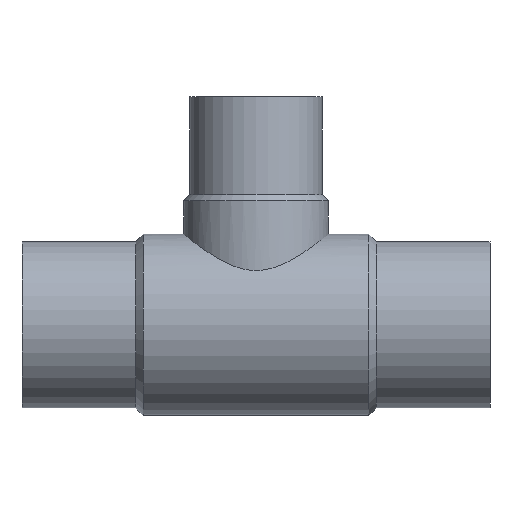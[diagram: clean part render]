
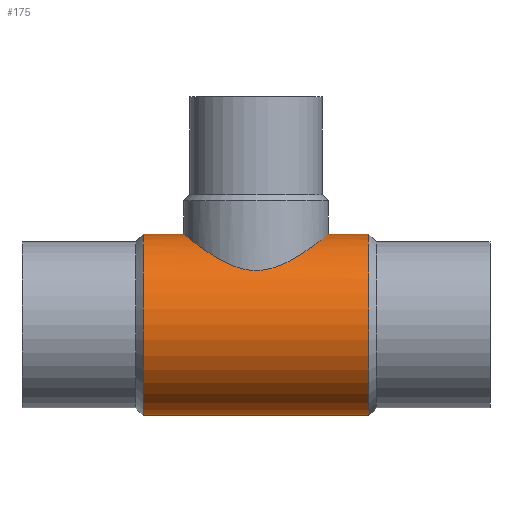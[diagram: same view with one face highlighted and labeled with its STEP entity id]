
A CAD part, top view. The second image highlights one B-rep face of the part: STEP entity #175.
In plain terms, the highlighted cylindrical face has radius 109.1 mm (diameter 218.2 mm), a partial arc.
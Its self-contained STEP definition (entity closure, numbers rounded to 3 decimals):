
#131 = VERTEX_POINT( '', #358 );
#133 = EDGE_CURVE( '', #211, #177, #360, .T. );
#165 = EDGE_CURVE( '', #213, #259, #394, .T. );
#175 = ADVANCED_FACE( '', ( #406 ), #407, .T. );
#177 = VERTEX_POINT( '', #409 );
#211 = VERTEX_POINT( '', #450 );
#213 = VERTEX_POINT( '', #452 );
#223 = EDGE_CURVE( '', #259, #131, #465, .T. );
#259 = VERTEX_POINT( '', #505 );
#263 = EDGE_CURVE( '', #177, #299, #509, .T. );
#291 = EDGE_CURVE( '', #299, #213, #540, .T. );
#297 = EDGE_CURVE( '', #211, #131, #546, .T. );
#299 = VERTEX_POINT( '', #548 );
#358 = CARTESIAN_POINT( '', ( -417.9, 109.1, 0. ) );
#360 = LINE( '', #604, #605 );
#394 = B_SPLINE_CURVE_WITH_KNOTS( '', 3, ( #655, #656, #657, #658, #659, #660, #661, #662, #663, #664, #665, #666, #667, #668, #669, #670, #671, #672, #673, #674, #675, #676, #677, #678, #679, #680, #681, #682, #683, #684, #685, #686, #687, #688, #689, #690, #691, #692, #693, #694, #695, #696, #697, #698, #699, #700, #701, #702, #703, #704, #705, #706, #707, #708, #709, #710, #711, #712, #713, #714, #715, #716, #717, #718, #719, #720 ), .UNSPECIFIED., .F., .F., ( 4, 2, 2, 2, 2, 2, 2, 2, 2, 2, 2, 2, 2, 2, 2, 2, 2, 2, 2, 2, 2, 2, 2, 2, 2, 2, 2, 2, 2, 2, 2, 2, 4 ), ( 141.003, 149.677, 158.35, 167.023, 175.697, 184.37, 193.043, 201.717, 210.39, 219.342, 228.294, 237.246, 246.198, 255.151, 264.103, 273.055, 282.007, 290.959, 299.911, 308.863, 317.815, 326.768, 335.72, 344.672, 353.624, 362.297, 370.971, 379.644, 388.317, 396.99, 405.664, 414.337, 423.01 ), .UNSPECIFIED. );
#406 = FACE_OUTER_BOUND( '', #734, .T. );
#407 = CYLINDRICAL_SURFACE( '', #735, 109.1 );
#409 = CARTESIAN_POINT( '', ( -146.1, -109.1, 0. ) );
#450 = CARTESIAN_POINT( '', ( -417.9, -109.1, 0. ) );
#452 = CARTESIAN_POINT( '', ( -194.7, 109.1, 0. ) );
#465 = LINE( '', #801, #802 );
#505 = CARTESIAN_POINT( '', ( -369.3, 109.1, 0. ) );
#509 = CIRCLE( '', #892, 109.1 );
#540 = LINE( '', #992, #993 );
#546 = CIRCLE( '', #1034, 109.1 );
#548 = CARTESIAN_POINT( '', ( -146.1, 109.1, 0. ) );
#604 = CARTESIAN_POINT( '', ( -282., -109.1, 0. ) );
#605 = VECTOR( '', #1168, 1. );
#655 = CARTESIAN_POINT( '', ( -194.7, 109.1, 0. ) );
#656 = CARTESIAN_POINT( '', ( -194.7, 109.1, 2.891 ) );
#657 = CARTESIAN_POINT( '', ( -194.844, 108.985, 5.81 ) );
#658 = CARTESIAN_POINT( '', ( -195.431, 108.516, 11.645 ) );
#659 = CARTESIAN_POINT( '', ( -195.873, 108.163, 14.562 ) );
#660 = CARTESIAN_POINT( '', ( -197.051, 107.228, 20.337 ) );
#661 = CARTESIAN_POINT( '', ( -197.787, 106.645, 23.195 ) );
#662 = CARTESIAN_POINT( '', ( -199.537, 105.268, 28.805 ) );
#663 = CARTESIAN_POINT( '', ( -200.551, 104.475, 31.555 ) );
#664 = CARTESIAN_POINT( '', ( -202.83, 102.708, 36.904 ) );
#665 = CARTESIAN_POINT( '', ( -204.097, 101.733, 39.504 ) );
#666 = CARTESIAN_POINT( '', ( -206.851, 99.639, 44.522 ) );
#667 = CARTESIAN_POINT( '', ( -208.339, 98.521, 46.938 ) );
#668 = CARTESIAN_POINT( '', ( -211.494, 96.184, 51.557 ) );
#669 = CARTESIAN_POINT( '', ( -213.162, 94.967, 53.759 ) );
#670 = CARTESIAN_POINT( '', ( -216.63, 92.484, 57.926 ) );
#671 = CARTESIAN_POINT( '', ( -218.43, 91.219, 59.891 ) );
#672 = CARTESIAN_POINT( '', ( -222.168, 88.654, 63.629 ) );
#673 = CARTESIAN_POINT( '', ( -224.181, 87.304, 65.466 ) );
#674 = CARTESIAN_POINT( '', ( -228.416, 84.559, 68.975 ) );
#675 = CARTESIAN_POINT( '', ( -230.637, 83.164, 70.646 ) );
#676 = CARTESIAN_POINT( '', ( -235.263, 80.39, 73.788 ) );
#677 = CARTESIAN_POINT( '', ( -237.668, 79.009, 75.259 ) );
#678 = CARTESIAN_POINT( '', ( -242.638, 76.332, 77.974 ) );
#679 = CARTESIAN_POINT( '', ( -245.203, 75.034, 79.218 ) );
#680 = CARTESIAN_POINT( '', ( -250.47, 72.596, 81.458 ) );
#681 = CARTESIAN_POINT( '', ( -253.174, 71.455, 82.454 ) );
#682 = CARTESIAN_POINT( '', ( -258.698, 69.411, 84.182 ) );
#683 = CARTESIAN_POINT( '', ( -261.518, 68.508, 84.914 ) );
#684 = CARTESIAN_POINT( '', ( -267.249, 67.018, 86.094 ) );
#685 = CARTESIAN_POINT( '', ( -270.16, 66.432, 86.544 ) );
#686 = CARTESIAN_POINT( '', ( -276.044, 65.639, 87.147 ) );
#687 = CARTESIAN_POINT( '', ( -279.016, 65.433, 87.3 ) );
#688 = CARTESIAN_POINT( '', ( -284.984, 65.433, 87.3 ) );
#689 = CARTESIAN_POINT( '', ( -287.956, 65.639, 87.147 ) );
#690 = CARTESIAN_POINT( '', ( -293.84, 66.432, 86.544 ) );
#691 = CARTESIAN_POINT( '', ( -296.751, 67.018, 86.094 ) );
#692 = CARTESIAN_POINT( '', ( -302.482, 68.508, 84.914 ) );
#693 = CARTESIAN_POINT( '', ( -305.302, 69.411, 84.182 ) );
#694 = CARTESIAN_POINT( '', ( -310.826, 71.455, 82.454 ) );
#695 = CARTESIAN_POINT( '', ( -313.53, 72.596, 81.458 ) );
#696 = CARTESIAN_POINT( '', ( -318.797, 75.034, 79.218 ) );
#697 = CARTESIAN_POINT( '', ( -321.362, 76.332, 77.974 ) );
#698 = CARTESIAN_POINT( '', ( -326.332, 79.009, 75.259 ) );
#699 = CARTESIAN_POINT( '', ( -328.737, 80.39, 73.788 ) );
#700 = CARTESIAN_POINT( '', ( -333.363, 83.164, 70.646 ) );
#701 = CARTESIAN_POINT( '', ( -335.584, 84.559, 68.975 ) );
#702 = CARTESIAN_POINT( '', ( -339.819, 87.304, 65.466 ) );
#703 = CARTESIAN_POINT( '', ( -341.832, 88.654, 63.629 ) );
#704 = CARTESIAN_POINT( '', ( -345.57, 91.219, 59.891 ) );
#705 = CARTESIAN_POINT( '', ( -347.37, 92.484, 57.926 ) );
#706 = CARTESIAN_POINT( '', ( -350.838, 94.967, 53.759 ) );
#707 = CARTESIAN_POINT( '', ( -352.506, 96.184, 51.557 ) );
#708 = CARTESIAN_POINT( '', ( -355.661, 98.521, 46.938 ) );
#709 = CARTESIAN_POINT( '', ( -357.149, 99.639, 44.522 ) );
#710 = CARTESIAN_POINT( '', ( -359.903, 101.733, 39.504 ) );
#711 = CARTESIAN_POINT( '', ( -361.17, 102.708, 36.904 ) );
#712 = CARTESIAN_POINT( '', ( -363.449, 104.475, 31.555 ) );
#713 = CARTESIAN_POINT( '', ( -364.463, 105.268, 28.805 ) );
#714 = CARTESIAN_POINT( '', ( -366.213, 106.645, 23.195 ) );
#715 = CARTESIAN_POINT( '', ( -366.949, 107.228, 20.337 ) );
#716 = CARTESIAN_POINT( '', ( -368.127, 108.163, 14.562 ) );
#717 = CARTESIAN_POINT( '', ( -368.569, 108.516, 11.645 ) );
#718 = CARTESIAN_POINT( '', ( -369.156, 108.985, 5.81 ) );
#719 = CARTESIAN_POINT( '', ( -369.3, 109.1, 2.891 ) );
#720 = CARTESIAN_POINT( '', ( -369.3, 109.1, 0. ) );
#734 = EDGE_LOOP( '', ( #1215, #1216, #1217, #1218, #1219, #1220 ) );
#735 = AXIS2_PLACEMENT_3D( '', #1221, #1222, #1223 );
#801 = CARTESIAN_POINT( '', ( -282., 109.1, 0. ) );
#802 = VECTOR( '', #1309, 1. );
#892 = AXIS2_PLACEMENT_3D( '', #1364, #1365, #1366 );
#992 = CARTESIAN_POINT( '', ( -282., 109.1, 0. ) );
#993 = VECTOR( '', #1399, 1. );
#1034 = AXIS2_PLACEMENT_3D( '', #1401, #1402, #1403 );
#1168 = DIRECTION( '', ( 1., 0., 0. ) );
#1215 = ORIENTED_EDGE( '', *, *, #291, .T. );
#1216 = ORIENTED_EDGE( '', *, *, #165, .T. );
#1217 = ORIENTED_EDGE( '', *, *, #223, .T. );
#1218 = ORIENTED_EDGE( '', *, *, #297, .F. );
#1219 = ORIENTED_EDGE( '', *, *, #133, .T. );
#1220 = ORIENTED_EDGE( '', *, *, #263, .T. );
#1221 = CARTESIAN_POINT( '', ( -282., 0., 0. ) );
#1222 = DIRECTION( '', ( 1., 0., 0. ) );
#1223 = DIRECTION( '', ( 0., 1., 0. ) );
#1309 = DIRECTION( '', ( -1., 0., 0. ) );
#1364 = CARTESIAN_POINT( '', ( -146.1, 0., 0. ) );
#1365 = DIRECTION( '', ( -1., 0., 0. ) );
#1366 = DIRECTION( '', ( 0., 1., 0. ) );
#1399 = DIRECTION( '', ( -1., 0., 0. ) );
#1401 = CARTESIAN_POINT( '', ( -417.9, 0., 0. ) );
#1402 = DIRECTION( '', ( -1., 0., 0. ) );
#1403 = DIRECTION( '', ( 0., 1., 0. ) );
